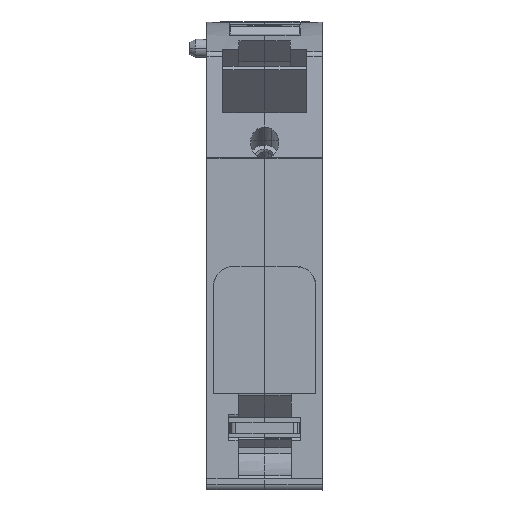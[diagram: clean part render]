
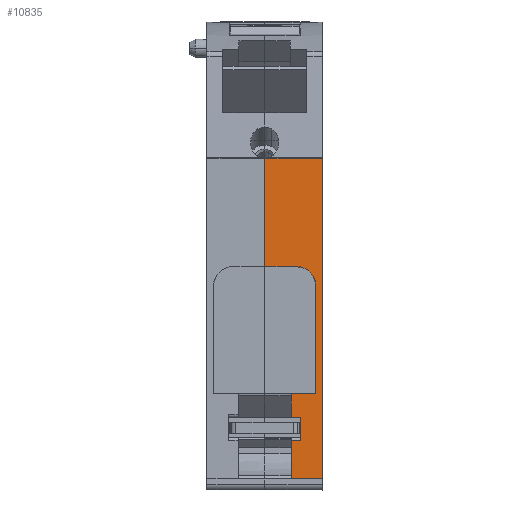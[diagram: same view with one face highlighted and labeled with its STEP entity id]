
A CAD part, front view. The second image highlights one B-rep face of the part: STEP entity #10835.
In plain terms, the highlighted planar face has unit normal (0, -1, 0).
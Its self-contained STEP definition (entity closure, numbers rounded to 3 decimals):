
#10688=AXIS2_PLACEMENT_3D('Plane Axis2P3D',#10685,#10686,#10687) ;
#7927=CARTESIAN_POINT('Vertex',(13.,3.48,1.907)) ;
#7930=CARTESIAN_POINT('Line Origine',(13.,3.48,1.927)) ;
#7934=CARTESIAN_POINT('Vertex',(13.,3.48,1.947)) ;
#8085=CARTESIAN_POINT('Vertex',(13.,3.48,38.652)) ;
#8088=CARTESIAN_POINT('Line Origine',(13.,3.48,48.021)) ;
#8092=CARTESIAN_POINT('Vertex',(13.,3.48,57.39)) ;
#10685=CARTESIAN_POINT('Axis2P3D Location',(3.,3.48,57.4)) ;
#10694=CARTESIAN_POINT('Vertex',(23.,3.48,1.907)) ;
#10697=CARTESIAN_POINT('Line Origine',(18.,3.48,1.907)) ;
#10710=CARTESIAN_POINT('Line Origine',(19.725,3.48,16.65)) ;
#10714=CARTESIAN_POINT('Vertex',(17.6,3.48,16.65)) ;
#10716=CARTESIAN_POINT('Vertex',(21.85,3.48,16.65)) ;
#10719=CARTESIAN_POINT('Line Origine',(17.6,3.48,14.598)) ;
#10723=CARTESIAN_POINT('Vertex',(17.6,3.48,12.546)) ;
#10726=CARTESIAN_POINT('Line Origine',(18.4,3.48,12.546)) ;
#10730=CARTESIAN_POINT('Vertex',(19.2,3.48,12.546)) ;
#10733=CARTESIAN_POINT('Line Origine',(19.2,3.48,10.561)) ;
#10737=CARTESIAN_POINT('Vertex',(19.2,3.48,8.576)) ;
#10740=CARTESIAN_POINT('Line Origine',(18.4,3.48,8.569)) ;
#10744=CARTESIAN_POINT('Vertex',(17.6,3.48,8.562)) ;
#10747=CARTESIAN_POINT('Line Origine',(17.6,3.48,5.484)) ;
#10751=CARTESIAN_POINT('Vertex',(17.6,3.48,2.406)) ;
#10754=CARTESIAN_POINT('Line Origine',(17.6,3.48,2.176)) ;
#10758=CARTESIAN_POINT('Vertex',(17.6,3.48,1.947)) ;
#10761=CARTESIAN_POINT('Line Origine',(15.3,3.48,1.947)) ;
#10766=CARTESIAN_POINT('Line Origine',(23.,3.48,29.653)) ;
#10770=CARTESIAN_POINT('Vertex',(23.,3.48,57.4)) ;
#10773=CARTESIAN_POINT('Line Origine',(18.104,3.48,57.4)) ;
#10777=CARTESIAN_POINT('Vertex',(13.207,3.48,57.4)) ;
#10781=CARTESIAN_POINT('Control Point',(13.,3.48,57.39)) ;
#10782=CARTESIAN_POINT('Control Point',(13.042,3.48,57.39)) ;
#10783=CARTESIAN_POINT('Control Point',(13.083,3.48,57.391)) ;
#10784=CARTESIAN_POINT('Control Point',(13.125,3.48,57.393)) ;
#10785=CARTESIAN_POINT('Control Point',(13.166,3.48,57.396)) ;
#10786=CARTESIAN_POINT('Control Point',(13.207,3.48,57.4)) ;
#10788=CARTESIAN_POINT('Line Origine',(15.758,3.48,38.652)) ;
#10792=CARTESIAN_POINT('Vertex',(18.515,3.48,38.652)) ;
#10796=CARTESIAN_POINT('Control Point',(18.515,3.48,38.652)) ;
#10797=CARTESIAN_POINT('Control Point',(18.872,3.48,38.651)) ;
#10798=CARTESIAN_POINT('Control Point',(19.229,3.48,38.6)) ;
#10799=CARTESIAN_POINT('Control Point',(19.576,3.48,38.501)) ;
#10800=CARTESIAN_POINT('Control Point',(20.241,3.48,38.213)) ;
#10801=CARTESIAN_POINT('Control Point',(20.807,3.48,37.764)) ;
#10802=CARTESIAN_POINT('Control Point',(21.061,3.48,37.502)) ;
#10803=CARTESIAN_POINT('Control Point',(21.47,3.48,36.946)) ;
#10804=CARTESIAN_POINT('Control Point',(21.724,3.48,36.308)) ;
#10805=CARTESIAN_POINT('Control Point',(21.807,3.48,35.993)) ;
#10806=CARTESIAN_POINT('Control Point',(21.849,3.48,35.672)) ;
#10807=CARTESIAN_POINT('Control Point',(21.85,3.48,35.35)) ;
#10808=CARTESIAN_POINT('Vertex',(21.85,3.48,35.35)) ;
#10811=CARTESIAN_POINT('Line Origine',(21.85,3.48,26.)) ;
#7931=DIRECTION('Vector Direction',(0.,0.,-1.)) ;
#8089=DIRECTION('Vector Direction',(0.,0.,1.)) ;
#10686=DIRECTION('Axis2P3D Direction',(0.,-1.,0.)) ;
#10687=DIRECTION('Axis2P3D XDirection',(0.,0.,-1.)) ;
#10698=DIRECTION('Vector Direction',(1.,0.,0.)) ;
#10711=DIRECTION('Vector Direction',(-1.,0.,0.)) ;
#10720=DIRECTION('Vector Direction',(0.,0.,1.)) ;
#10727=DIRECTION('Vector Direction',(1.,0.,0.)) ;
#10734=DIRECTION('Vector Direction',(0.,0.,-1.)) ;
#10741=DIRECTION('Vector Direction',(1.,0.,0.009)) ;
#10748=DIRECTION('Vector Direction',(0.,0.,-1.)) ;
#10755=DIRECTION('Vector Direction',(0.,0.,-1.)) ;
#10762=DIRECTION('Vector Direction',(-1.,0.,0.)) ;
#10767=DIRECTION('Vector Direction',(0.,0.,-1.)) ;
#10774=DIRECTION('Vector Direction',(1.,0.,0.)) ;
#10789=DIRECTION('Vector Direction',(1.,0.,0.)) ;
#10812=DIRECTION('Vector Direction',(0.,0.,-1.)) ;
#7932=VECTOR('Line Direction',#7931,1.) ;
#8090=VECTOR('Line Direction',#8089,1.) ;
#10699=VECTOR('Line Direction',#10698,1.) ;
#10712=VECTOR('Line Direction',#10711,1.) ;
#10721=VECTOR('Line Direction',#10720,1.) ;
#10728=VECTOR('Line Direction',#10727,1.) ;
#10735=VECTOR('Line Direction',#10734,1.) ;
#10742=VECTOR('Line Direction',#10741,1.) ;
#10749=VECTOR('Line Direction',#10748,1.) ;
#10756=VECTOR('Line Direction',#10755,1.) ;
#10763=VECTOR('Line Direction',#10762,1.) ;
#10768=VECTOR('Line Direction',#10767,1.) ;
#10775=VECTOR('Line Direction',#10774,1.) ;
#10790=VECTOR('Line Direction',#10789,1.) ;
#10813=VECTOR('Line Direction',#10812,1.) ;
#10817=ORIENTED_EDGE('',*,*,#10718,.F.) ;
#10818=ORIENTED_EDGE('',*,*,#10725,.F.) ;
#10819=ORIENTED_EDGE('',*,*,#10732,.T.) ;
#10820=ORIENTED_EDGE('',*,*,#10739,.F.) ;
#10821=ORIENTED_EDGE('',*,*,#10746,.T.) ;
#10822=ORIENTED_EDGE('',*,*,#10753,.F.) ;
#10823=ORIENTED_EDGE('',*,*,#10760,.F.) ;
#10824=ORIENTED_EDGE('',*,*,#10765,.F.) ;
#10825=ORIENTED_EDGE('',*,*,#7936,.F.) ;
#10826=ORIENTED_EDGE('',*,*,#10701,.T.) ;
#10827=ORIENTED_EDGE('',*,*,#10772,.F.) ;
#10828=ORIENTED_EDGE('',*,*,#10779,.T.) ;
#10829=ORIENTED_EDGE('',*,*,#10787,.F.) ;
#10830=ORIENTED_EDGE('',*,*,#8094,.T.) ;
#10831=ORIENTED_EDGE('',*,*,#10794,.T.) ;
#10832=ORIENTED_EDGE('',*,*,#10810,.T.) ;
#10833=ORIENTED_EDGE('',*,*,#10815,.T.) ;
#10835=ADVANCED_FACE('MLD R PE',(#10834),#10689,.T.) ;
#10780=B_SPLINE_CURVE_WITH_KNOTS('',5,(#10781,#10782,#10783,#10784,#10785,#10786),.UNSPECIFIED.,.F.,.U.,(6,6),(0.,0.294),.UNSPECIFIED.) ;
#10795=B_SPLINE_CURVE_WITH_KNOTS('',5,(#10796,#10797,#10798,#10799,#10800,#10801,#10802,#10803,#10804,#10805,#10806,#10807),.UNSPECIFIED.,.F.,.U.,(6,3,3,6),(0.,2.521,5.076,7.371),.UNSPECIFIED.) ;
#7936=EDGE_CURVE('',#7928,#7935,#7933,.F.) ;
#8094=EDGE_CURVE('',#8093,#8086,#8091,.F.) ;
#10701=EDGE_CURVE('',#7928,#10695,#10700,.T.) ;
#10718=EDGE_CURVE('',#10715,#10717,#10713,.F.) ;
#10725=EDGE_CURVE('',#10724,#10715,#10722,.T.) ;
#10732=EDGE_CURVE('',#10724,#10731,#10729,.T.) ;
#10739=EDGE_CURVE('',#10738,#10731,#10736,.F.) ;
#10746=EDGE_CURVE('',#10738,#10745,#10743,.F.) ;
#10753=EDGE_CURVE('',#10752,#10745,#10750,.F.) ;
#10760=EDGE_CURVE('',#10759,#10752,#10757,.F.) ;
#10765=EDGE_CURVE('',#7935,#10759,#10764,.F.) ;
#10772=EDGE_CURVE('',#10771,#10695,#10769,.T.) ;
#10779=EDGE_CURVE('',#10771,#10778,#10776,.F.) ;
#10787=EDGE_CURVE('',#8093,#10778,#10780,.T.) ;
#10794=EDGE_CURVE('',#8086,#10793,#10791,.T.) ;
#10810=EDGE_CURVE('',#10793,#10809,#10795,.T.) ;
#10815=EDGE_CURVE('',#10809,#10717,#10814,.T.) ;
#10816=EDGE_LOOP('',(#10817,#10818,#10819,#10820,#10821,#10822,#10823,#10824,#10825,#10826,#10827,#10828,#10829,#10830,#10831,#10832,#10833)) ;
#10834=FACE_OUTER_BOUND('',#10816,.T.) ;
#7933=LINE('Line',#7930,#7932) ;
#8091=LINE('Line',#8088,#8090) ;
#10700=LINE('Line',#10697,#10699) ;
#10713=LINE('Line',#10710,#10712) ;
#10722=LINE('Line',#10719,#10721) ;
#10729=LINE('Line',#10726,#10728) ;
#10736=LINE('Line',#10733,#10735) ;
#10743=LINE('Line',#10740,#10742) ;
#10750=LINE('Line',#10747,#10749) ;
#10757=LINE('Line',#10754,#10756) ;
#10764=LINE('Line',#10761,#10763) ;
#10769=LINE('Line',#10766,#10768) ;
#10776=LINE('Line',#10773,#10775) ;
#10791=LINE('Line',#10788,#10790) ;
#10814=LINE('Line',#10811,#10813) ;
#10689=PLANE('',#10688) ;
#7928=VERTEX_POINT('',#7927) ;
#7935=VERTEX_POINT('',#7934) ;
#8086=VERTEX_POINT('',#8085) ;
#8093=VERTEX_POINT('',#8092) ;
#10695=VERTEX_POINT('',#10694) ;
#10715=VERTEX_POINT('',#10714) ;
#10717=VERTEX_POINT('',#10716) ;
#10724=VERTEX_POINT('',#10723) ;
#10731=VERTEX_POINT('',#10730) ;
#10738=VERTEX_POINT('',#10737) ;
#10745=VERTEX_POINT('',#10744) ;
#10752=VERTEX_POINT('',#10751) ;
#10759=VERTEX_POINT('',#10758) ;
#10771=VERTEX_POINT('',#10770) ;
#10778=VERTEX_POINT('',#10777) ;
#10793=VERTEX_POINT('',#10792) ;
#10809=VERTEX_POINT('',#10808) ;
